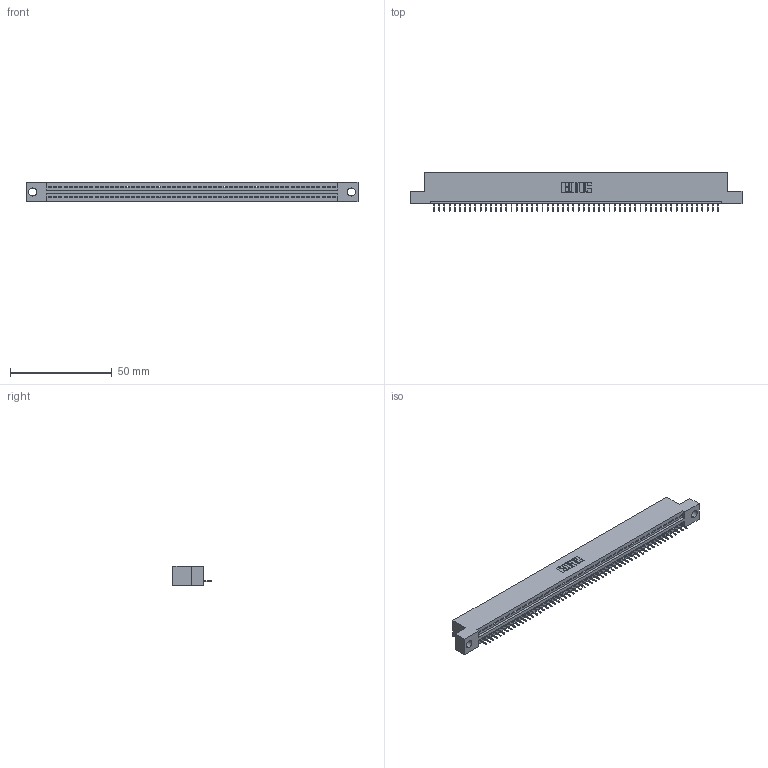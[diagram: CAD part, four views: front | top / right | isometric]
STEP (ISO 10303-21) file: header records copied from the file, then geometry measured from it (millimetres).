
FILE_DESCRIPTION (( 'STEP AP203' ), '1' );
FILE_NAME ('895-056-525-104.STEP', '2020-09-27T16:21:30', ( '' ), ( '' ), 'SwSTEP 2.0', 'SolidWorks 2020', '' );
FILE_SCHEMA (( 'CONFIG_CONTROL_DESIGN' ));
Length unit declared in the file: inch
Products named in the file (3): 895-056-525-104; 345-292-001_345-293-125; 845 Part_Flush Mounting Lugs - 0.156 Dia-TH
Assembly tree (57 placements, depth 2):
  895-056-525-104
    845 Part_Flush Mounting Lugs - 0.156 Dia-TH
    345-292-001_345-293-125  x56
Bounding box: 163.45 x 18.72 x 9.4 mm (x, y, z)
Volume: 15322.7 mm3; surface area: 19599.1 mm2
Topology: 57 solids, 57 shells, 3598 faces, 10421 edges, 6722 vertices
Faces by surface type: plane 2656, cylinder 942
Entity records: 40339 total; most frequent: CARTESIAN_POINT 6992, ORIENTED_EDGE 6982, DIRECTION 6087, EDGE_CURVE 3491, VECTOR 3139, LINE 3139, VERTEX_POINT 2322, AXIS2_PLACEMENT_3D 1474
